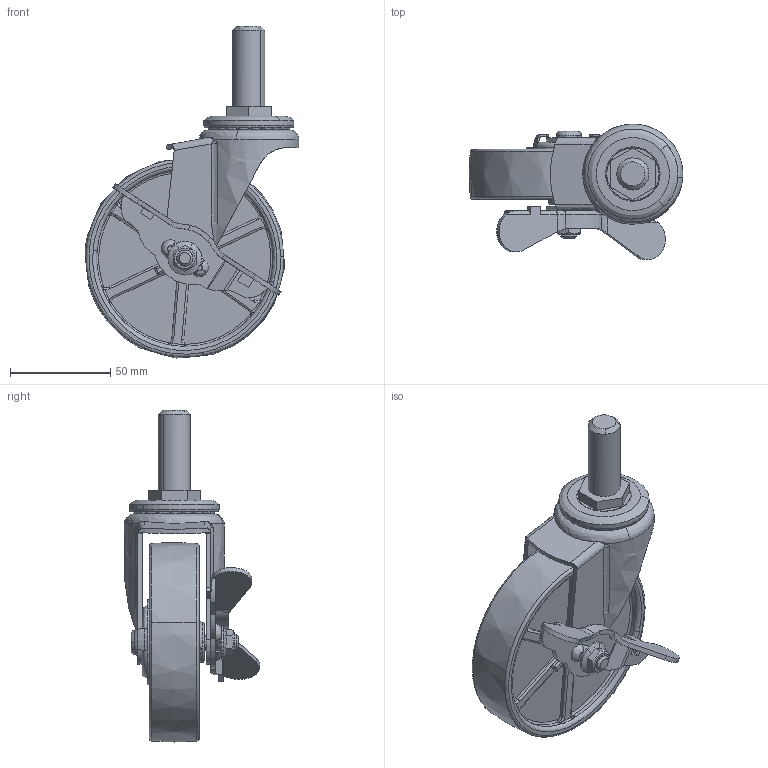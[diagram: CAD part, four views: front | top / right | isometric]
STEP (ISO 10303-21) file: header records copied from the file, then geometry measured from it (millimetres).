
FILE_DESCRIPTION((''),'2;1');
FILE_NAME('','2006-01-18T13:26:16',(''),(''),'','CADfix','');
FILE_SCHEMA(('AUTOMOTIVE_DESIGN'));
Length unit declared in the file: millimetre
Products named in the file (7): wheel; mounting plate; main shaft; lever; body; axle; No_415_EA_N100_4_9753_36
Assembly tree (6 placements, depth 2):
  No_415_EA_N100_4_9753_36
    wheel
    mounting plate
    main shaft
    lever
    body
    axle
Bounding box: 106.8 x 67.65 x 165.81 mm (x, y, z)
Volume: 195726.6 mm3; surface area: 65528.7 mm2
Topology: 6 solids, 6 shells, 643 faces, 1960 edges, 1352 vertices
Faces by surface type: bspline 643
Entity records: 38565 total; most frequent: CARTESIAN_POINT 26857, ORIENTED_EDGE 3910, EDGE_CURVE 1955, B_SPLINE_CURVE_WITH_KNOTS 1367, VERTEX_POINT 1352, EDGE_LOOP 763, FACE_OUTER_BOUND 643, ADVANCED_FACE 643
